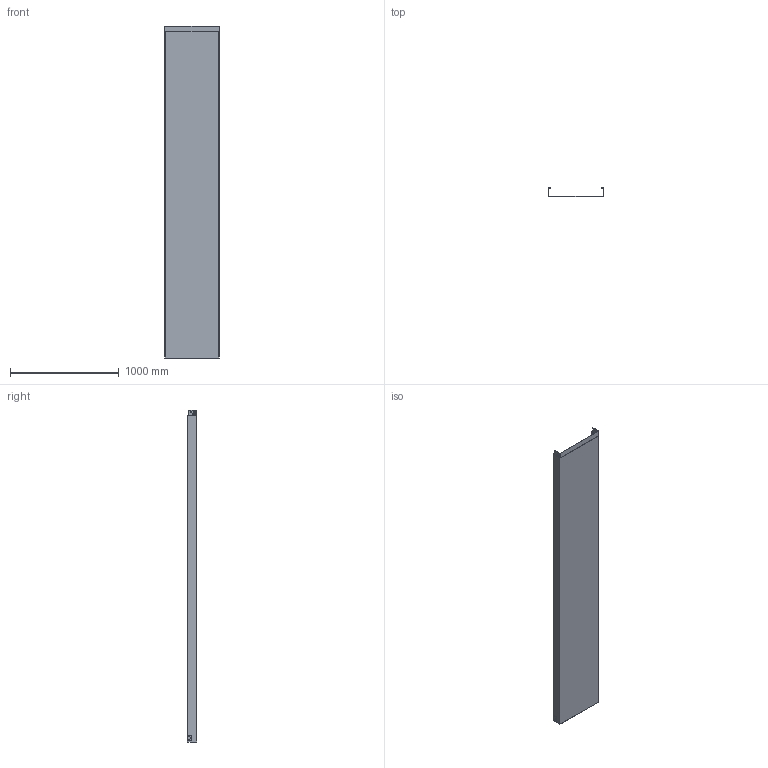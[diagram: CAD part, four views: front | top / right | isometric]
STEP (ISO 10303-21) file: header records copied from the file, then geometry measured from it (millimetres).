
FILE_DESCRIPTION (( 'STEP AP214' ), '1' );
FILE_NAME ('6059090.STEP', '2025-08-21T09:15:04', ( '' ), ( '' ), 'SwSTEP 2.0', 'SolidWorks 2024', '' );
FILE_SCHEMA (( 'AUTOMOTIVE_DESIGN' ));
Length unit declared in the file: millimetre
Products named in the file (1): 6059090
Bounding box: 503.5 x 86.75 x 3050 mm (x, y, z)
Volume: 2115157.8 mm3; surface area: 4243694.1 mm2
Topology: 1 solids, 1 shells, 260 faces, 702 edges, 444 vertices
Faces by surface type: plane 120, cylinder 106, bspline 20, cone 6, torus 4, sphere 4
Entity records: 8719 total; most frequent: CARTESIAN_POINT 2141, ORIENTED_EDGE 1404, DIRECTION 1354, EDGE_CURVE 702, AXIS2_PLACEMENT_3D 465, VERTEX_POINT 444, VECTOR 424, LINE 424
